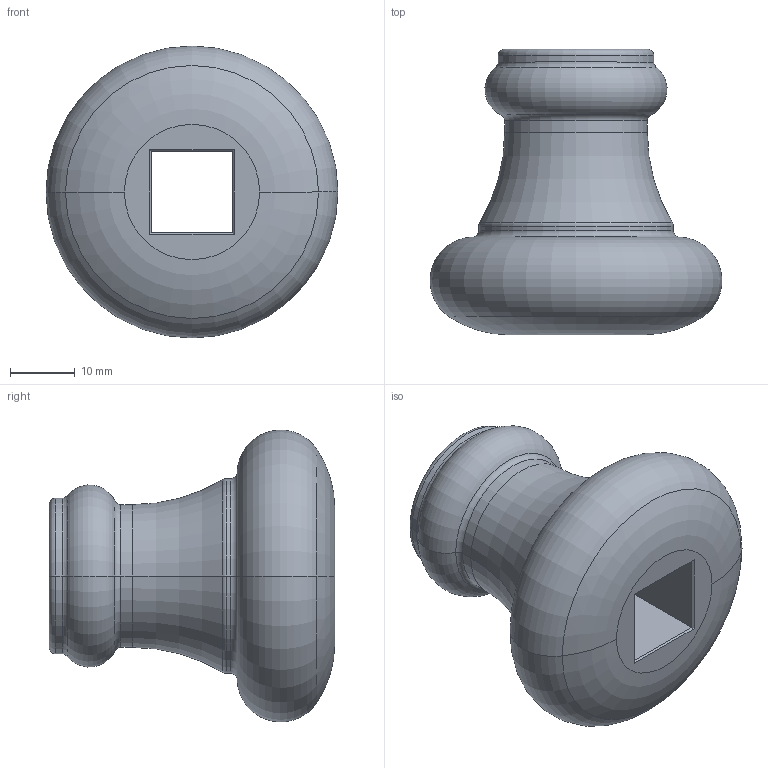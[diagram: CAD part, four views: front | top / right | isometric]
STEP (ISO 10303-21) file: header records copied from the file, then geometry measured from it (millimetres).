
FILE_DESCRIPTION (( 'STEP AP203' ), '1' );
FILE_NAME ('1342-5.step', '2015-09-17T14:42:04', ( '' ), ( '' ), 'SwSTEP 2.0', 'SolidWorks 2015', '' );
FILE_SCHEMA (( 'CONFIG_CONTROL_DESIGN' ));
Length unit declared in the file: millimetre
Products named in the file (1): 1342-5
Bounding box: 45 x 44 x 45 mm (x, y, z)
Volume: 27788.6 mm3; surface area: 8303.1 mm2
Topology: 1 solids, 1 shells, 38 faces, 78 edges, 42 vertices
Faces by surface type: torus 18, plane 14, cylinder 6
Entity records: 1067 total; most frequent: DIRECTION 200, CARTESIAN_POINT 159, ORIENTED_EDGE 156, AXIS2_PLACEMENT_3D 83, EDGE_CURVE 78, CIRCLE 44, VERTEX_POINT 42, EDGE_LOOP 40
